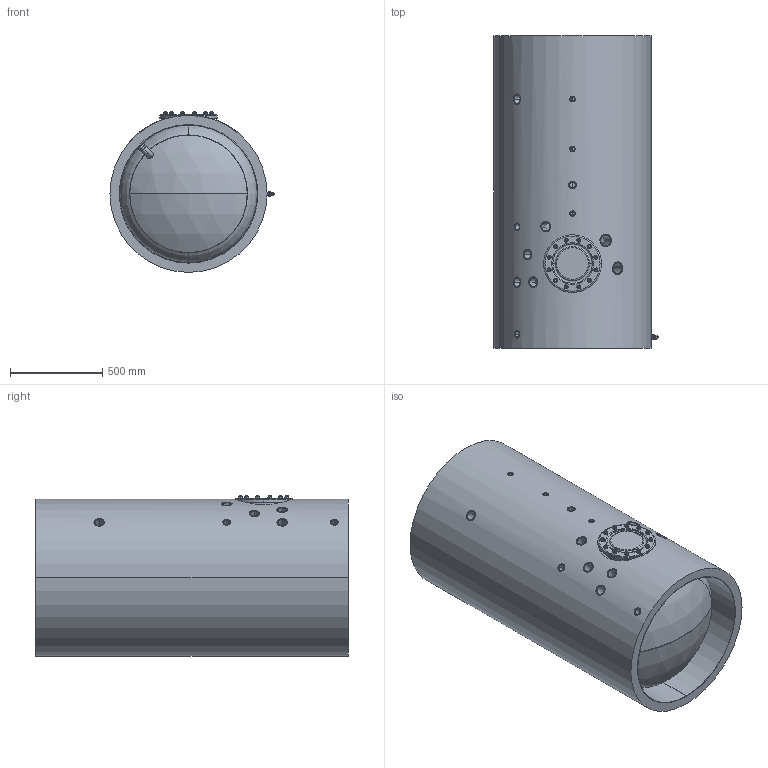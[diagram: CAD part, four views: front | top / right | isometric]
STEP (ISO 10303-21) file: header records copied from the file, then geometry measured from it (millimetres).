
FILE_DESCRIPTION (( 'STEP AP203' ), '1' );
FILE_NAME ('ÂÍ.0600.047.00.00 Âîäîíàãðåâàòåëü 600.STEP', '2021-08-29T09:11:21', ( 'suchkovdn' ), ( '' ), 'SwSTEP 2.0', 'SolidWorks 2018', '' );
FILE_SCHEMA (( 'CONFIG_CONTROL_DESIGN' ));
Length unit declared in the file: millimetre
Products named in the file (43): ч蜱齁罻 30; Ïðîêëàäêà ëþêà 300_00; 署赅 膻赅 300_00; ÂÍ.0600.047.00.03 Äíèùå íèæíåå_850å4; ч蜱齁罻 42; ч蜱齁罻1_2; 塔忮瘃鸰00; ÂÍ.0600.047.00.00 Âîäîíàãðåâàòåëü 600; Ëþê 300_00; Èçîëÿöèÿ_00; Áîáûøêà ïîä òåðìîìåòð_00; 蟬.0600.047.01.00 昜闉趌00; 呧蜦蠂駻00; Ïàòðóáîê G1 1_2_34å4-160; ﾗ襄鸙 1720_00; Áîëò ÃÎÑÒ Ð ÈÑÎ 4017_Œ12å30; Ãàéêà_Â_5915-70_Œ12; ч蜱齁罻 1; Áîáûøêà äëÿ ÒÝÍ (G1 1_2)_00; ч蜱齁罻 1 1_2; ÂÍ.0600.047.01.03 Ïàòðóáîê_76å4-50; 项牮桢 磬痼骓铄_00; Áîáûøêà äëÿ ÒÝÍ (G2)-80_00; ÂÍ.0600.047.00.05 Ïàòðóáîê ñëèâà_42å3-200; 燴鍱 (500 擤)_00; 諘蜱齁罻 57; 淟檍瀖00; 项牮桢 忭篁疱礤錩00; Áîáûøêà G1_00; ÂÍ.0600.047.00.06 Îòâîä_90ø-38å4; ÂÍ.0600.047.00.02 Äíèùå âåðõíåå_850å4; ﾘ琺矜 ﾃﾎﾑﾒ 11371-78_12; Øïèëüêà ðåçüáîâàÿ_Œ12å80; 峦.0600.047.00.07 彦瘘汔_懃囔 3-2-1_1; ч蜱齁罻 68; ÂÍ.0600.047.00.04 Áîáûøêà âîçäóøíèê_34å4-160; ÂÍ.0600.047.00.08 Íàêëàäêà_850å4; ч蜱齁罻 2; Øàéáà_ïðóæèííàÿ_6402-70_ä12; ﾗ襄鸙 蓁 瑙 315_00 ...
Assembly tree (59 placements, depth 3):
  ч蜱齁罻 30
  ч蜱齁罻 42
  ч蜱齁罻1_2
  塔忮瘃鸰00
  ÂÍ.0600.047.00.00 Âîäîíàãðåâàòåëü 600
    蟬.0600.047.01.00 昜闉趌00
      ÂÍ.0600.047.01.01 Îáå÷àéêà_1200å4; L=200
      ÂÍ.0600.047.01.03 Ïàòðóáîê_76å4-50
      Øïèëüêà ðåçüáîâàÿ_Œ12å80
      Ãàéêà_Â_5915-70_Œ12  x2
      ﾘ琺矜 ﾃﾎﾑﾒ 11371-78_12  x2
      Øàéáà_ïðóæèííàÿ_6402-70_ä12
    蟬.0600.047.00.01 挓毿骫罻_00
    ÂÍ.0600.047.00.02 Äíèùå âåðõíåå_850å4
    ÂÍ.0600.047.00.03 Äíèùå íèæíåå_850å4
    ÂÍ.0600.047.00.04 Áîáûøêà âîçäóøíèê_34å4-160
    ÂÍ.0600.047.00.05 Ïàòðóáîê ñëèâà_42å3-200
    ÂÍ.0600.047.00.06 Îòâîä_90ø-38å4
    峦.0600.047.00.07 彦瘘汔_懃囔 3-2-1_1  x2
    ÂÍ.0600.047.00.08 Íàêëàäêà_850å4  x2
    Ïàòðóáîê G1 1_2_34å4-160  x2
    Áîáûøêà ïîä òåðìîìåòð_00  x3
    Áîáûøêà G1_00  x2
    Áîáûøêà äëÿ ÒÝÍ (G1 1_2)_00  x3
    Áîáûøêà äëÿ ÒÝÍ (G2)-80_00  x2
    Èçîëÿöèÿ_00
    Áîëò ÃÎÑÒ Ð ÈÑÎ 4017_Œ12å30  x12
    Ãàéêà_Â_5915-70_Œ12  x12
    Ëþê 300_00
    Ïðîêëàäêà ëþêà 300_00
    署赅 膻赅 300_00
Bounding box: 887.5 x 1690 x 870 mm (x, y, z)
Volume: 244505077.2 mm3; surface area: 19342098.2 mm2
Topology: 71 solids, 71 shells, 995 faces, 2328 edges, 1496 vertices
Faces by surface type: plane 350, cylinder 328, cone 204, torus 64, bspline 29, sphere 20
Entity records: 33942 total; most frequent: CARTESIAN_POINT 18675, DIRECTION 2220, ORIENTED_EDGE 2058, EDGE_CURVE 1029, AXIS2_PLACEMENT_3D 949, VERTEX_POINT 668, EDGE_LOOP 579, CIRCLE 503
